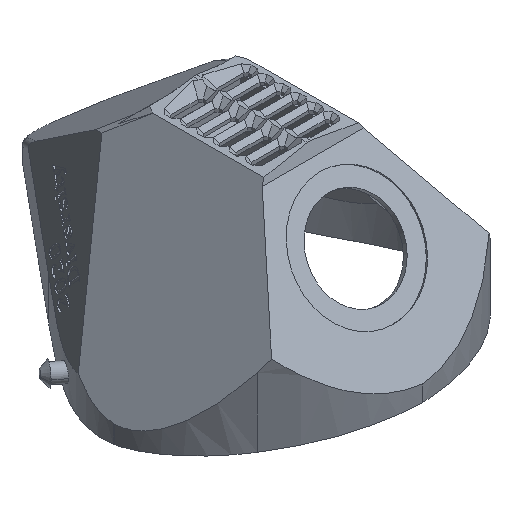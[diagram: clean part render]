
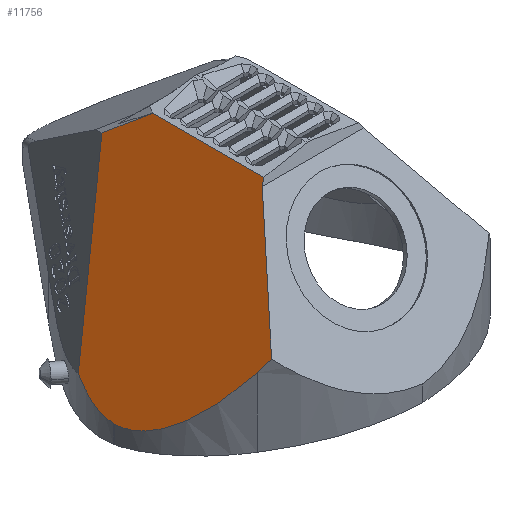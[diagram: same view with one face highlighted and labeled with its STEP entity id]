
A CAD part, isometric view. The second image highlights one B-rep face of the part: STEP entity #11756.
In plain terms, the highlighted planar face has unit normal (-0.831, 0, 0.556).
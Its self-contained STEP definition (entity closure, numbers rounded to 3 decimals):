
#307 = CARTESIAN_POINT ( 'NONE',  ( -34.956, -45.607, 29.46 ) ) ;
#324 = CARTESIAN_POINT ( 'NONE',  ( -50., 60., 7. ) ) ;
#354 = ORIENTED_EDGE ( 'NONE', *, *, #19063, .T. ) ;
#683 = VECTOR ( 'NONE', #14232, 1000. ) ;
#711 = ORIENTED_EDGE ( 'NONE', *, *, #12778, .F. ) ;
#1034 = CARTESIAN_POINT ( 'NONE',  ( -14.476, 8.491, 60.036 ) ) ;
#1181 = DIRECTION ( 'NONE',  ( 0.535, 0.273, 0.799 ) ) ;
#1423 = CARTESIAN_POINT ( 'NONE',  ( -49.397, -21.321, 7.9 ) ) ;
#1813 = CARTESIAN_POINT ( 'NONE',  ( -48.408, -5.263, 9.377 ) ) ;
#2133 = LINE ( 'NONE', #16778, #2460 ) ;
#2460 = VECTOR ( 'NONE', #1181, 1000. ) ;
#2844 = VECTOR ( 'NONE', #13871, 1000. ) ;
#2984 = ORIENTED_EDGE ( 'NONE', *, *, #6946, .F. ) ;
#3544 = VERTEX_POINT ( 'NONE', #1034 ) ;
#3559 = CARTESIAN_POINT ( 'NONE',  ( -35.723, -44.895, 28.315 ) ) ;
#3776 = DIRECTION ( 'NONE',  ( 0.557, 0., 0.831 ) ) ;
#3960 = DIRECTION ( 'NONE',  ( 0.515, 0.378, 0.769 ) ) ;
#4705 = ORIENTED_EDGE ( 'NONE', *, *, #15864, .T. ) ;
#4770 = CARTESIAN_POINT ( 'NONE',  ( -35.723, -44.895, 28.315 ) ) ;
#4788 = ORIENTED_EDGE ( 'NONE', *, *, #23050, .F. ) ;
#4989 = EDGE_CURVE ( 'NONE', #11407, #14794, #24431, .T. ) ;
#5159 = EDGE_CURVE ( 'NONE', #21763, #8525, #25524, .T. ) ;
#5212 = CARTESIAN_POINT ( 'NONE',  ( -48.513, -24.82, 9.22 ) ) ;
#5389 = CARTESIAN_POINT ( 'NONE',  ( -45.564, -32.038, 13.622 ) ) ;
#5449 = CARTESIAN_POINT ( 'NONE',  ( -50., 60., 7. ) ) ;
#5613 = CARTESIAN_POINT ( 'NONE',  ( -50., -15., 7. ) ) ;
#5787 = CARTESIAN_POINT ( 'NONE',  ( -48.744, -6.388, 8.875 ) ) ;
#5908 = ORIENTED_EDGE ( 'NONE', *, *, #10316, .T. ) ;
#5957 = AXIS2_PLACEMENT_3D ( 'NONE', #5449, #21697, #3776 ) ;
#6604 = LINE ( 'NONE', #9458, #2844 ) ;
#6764 = CARTESIAN_POINT ( 'NONE',  ( -33.4, -46.946, 31.783 ) ) ;
#6807 = CARTESIAN_POINT ( 'NONE',  ( -37.408, -43.331, 25.8 ) ) ;
#6922 = VERTEX_POINT ( 'NONE', #19829 ) ;
#6946 = EDGE_CURVE ( 'NONE', #18170, #17892, #15721, .T. ) ;
#7245 = CARTESIAN_POINT ( 'NONE',  ( -49.678, -19.694, 7.481 ) ) ;
#7328 = CARTESIAN_POINT ( 'NONE',  ( -48.943, -23.288, 8.579 ) ) ;
#8338 = B_SPLINE_CURVE_WITH_KNOTS ( 'NONE', 3,
 ( #5613, #21702, #19857, #9809, #23632, #23803, #13791, #5787, #1813, #21877, #15830, #17852 ),
 .UNSPECIFIED., .F., .F.,
 ( 4, 2, 2, 2, 2, 4 ),
 ( 0., 0.004, 0.006, 0.008, 0.011, 0.015 ),
 .UNSPECIFIED. ) ;
#8371 = FACE_OUTER_BOUND ( 'NONE', #15137, .T. ) ;
#8525 = VERTEX_POINT ( 'NONE', #14817 ) ;
#9181 = VECTOR ( 'NONE', #10956, 1000. ) ;
#9231 = CARTESIAN_POINT ( 'NONE',  ( -49.949, -17.161, 7.077 ) ) ;
#9458 = CARTESIAN_POINT ( 'NONE',  ( -17.197, 12.52, 55.974 ) ) ;
#9809 = CARTESIAN_POINT ( 'NONE',  ( -49.644, -10.581, 7.532 ) ) ;
#9971 = CARTESIAN_POINT ( 'NONE',  ( -37.664, 5.704, 25.417 ) ) ;
#10095 = LINE ( 'NONE', #21025, #9181 ) ;
#10316 = EDGE_CURVE ( 'NONE', #3544, #21763, #6604, .T. ) ;
#10885 = CARTESIAN_POINT ( 'NONE',  ( -42.073, -37.698, 18.834 ) ) ;
#10956 = DIRECTION ( 'NONE',  ( 0., 1., 0. ) ) ;
#11243 = CARTESIAN_POINT ( 'NONE',  ( -48.841, -23.674, 8.731 ) ) ;
#11328 = CARTESIAN_POINT ( 'NONE',  ( -43.521, -35.56, 16.672 ) ) ;
#11407 = VERTEX_POINT ( 'NONE', #3559 ) ;
#11756 = ADVANCED_FACE ( 'NONE', ( #8371 ), #23126, .T. ) ;
#12066 = CARTESIAN_POINT ( 'NONE',  ( -35.723, -44.895, 28.315 ) ) ;
#12144 = CARTESIAN_POINT ( 'NONE',  ( -34.182, -46.29, 30.616 ) ) ;
#12778 = EDGE_CURVE ( 'NONE', #24725, #8525, #24118, .T. ) ;
#13310 = CARTESIAN_POINT ( 'NONE',  ( -50., -15.442, 7. ) ) ;
#13426 = DIRECTION ( 'NONE',  ( -0.467, -0.543, -0.698 ) ) ;
#13428 = VECTOR ( 'NONE', #3960, 1000. ) ;
#13791 = CARTESIAN_POINT ( 'NONE',  ( -49.178, -8.155, 8.227 ) ) ;
#13871 = DIRECTION ( 'NONE',  ( -0.429, 0.636, -0.641 ) ) ;
#14232 = DIRECTION ( 'NONE',  ( 0., -1., 0. ) ) ;
#14440 = ORIENTED_EDGE ( 'NONE', *, *, #23246, .F. ) ;
#14794 = VERTEX_POINT ( 'NONE', #21774 ) ;
#14817 = CARTESIAN_POINT ( 'NONE',  ( -19.755, 18.842, 52.154 ) ) ;
#15137 = EDGE_LOOP ( 'NONE', ( #4705, #5908, #17042, #711, #4788, #15295, #16298, #14440, #2984, #354 ) ) ;
#15142 = CARTESIAN_POINT ( 'NONE',  ( -47.927, -26.685, 10.095 ) ) ;
#15295 = ORIENTED_EDGE ( 'NONE', *, *, #21610, .T. ) ;
#15323 = CARTESIAN_POINT ( 'NONE',  ( -46.209, -30.762, 12.66 ) ) ;
#15721 = LINE ( 'NONE', #17826, #22297 ) ;
#15787 = DIRECTION ( 'NONE',  ( -0.376, 0.738, -0.561 ) ) ;
#15830 = CARTESIAN_POINT ( 'NONE',  ( -47.263, -2.042, 11.086 ) ) ;
#15864 = EDGE_CURVE ( 'NONE', #19728, #3544, #10095, .T. ) ;
#16270 = CARTESIAN_POINT ( 'NONE',  ( -14.517, 8.551, 59.975 ) ) ;
#16298 = ORIENTED_EDGE ( 'NONE', *, *, #4989, .F. ) ;
#16370 = B_SPLINE_CURVE_WITH_KNOTS ( 'NONE', 3,
 ( #24071, #12144, #307, #12066 ),
 .UNSPECIFIED., .F., .F.,
 ( 4, 4 ),
 ( 0.004, 0.008 ),
 .UNSPECIFIED. ) ;
#16778 = CARTESIAN_POINT ( 'NONE',  ( -9.526, -23.149, 67.426 ) ) ;
#17042 = ORIENTED_EDGE ( 'NONE', *, *, #5159, .T. ) ;
#17276 = CARTESIAN_POINT ( 'NONE',  ( -44.222, -34.433, 15.627 ) ) ;
#17826 = CARTESIAN_POINT ( 'NONE',  ( 1.776, -6.1, 84.299 ) ) ;
#17852 = CARTESIAN_POINT ( 'NONE',  ( -46.833, -1.022, 11.728 ) ) ;
#17892 = VERTEX_POINT ( 'NONE', #6764 ) ;
#17907 = CARTESIAN_POINT ( 'NONE',  ( -44.941, 68.316, 14.554 ) ) ;
#18170 = VERTEX_POINT ( 'NONE', #21677 ) ;
#19063 = EDGE_CURVE ( 'NONE', #18170, #19728, #2133, .T. ) ;
#19215 = CARTESIAN_POINT ( 'NONE',  ( -48.626, -24.44, 9.051 ) ) ;
#19728 = VERTEX_POINT ( 'NONE', #21800 ) ;
#19829 = CARTESIAN_POINT ( 'NONE',  ( -50., -15., 7. ) ) ;
#19857 = CARTESIAN_POINT ( 'NONE',  ( -49.893, -12.437, 7.16 ) ) ;
#20195 = VECTOR ( 'NONE', #15787, 1000. ) ;
#20633 = LINE ( 'NONE', #324, #683 ) ;
#20859 = CARTESIAN_POINT ( 'NONE',  ( -39.023, -41.6, 23.388 ) ) ;
#21025 = CARTESIAN_POINT ( 'NONE',  ( -14.476, 10., 60.036 ) ) ;
#21211 = CARTESIAN_POINT ( 'NONE',  ( -49.79, -18.861, 7.313 ) ) ;
#21306 = CARTESIAN_POINT ( 'NONE',  ( -49.993, -16.305, 7.01 ) ) ;
#21610 = EDGE_CURVE ( 'NONE', #6922, #14794, #20633, .T. ) ;
#21677 = CARTESIAN_POINT ( 'NONE',  ( -15.557, -26.228, 58.421 ) ) ;
#21697 = DIRECTION ( 'NONE',  ( -0.831, 0., 0.557 ) ) ;
#21702 = CARTESIAN_POINT ( 'NONE',  ( -49.99, -13.701, 7.015 ) ) ;
#21763 = VERTEX_POINT ( 'NONE', #16270 ) ;
#21774 = CARTESIAN_POINT ( 'NONE',  ( -50., -15.442, 7. ) ) ;
#21800 = CARTESIAN_POINT ( 'NONE',  ( -14.476, -25.676, 60.036 ) ) ;
#21877 = CARTESIAN_POINT ( 'NONE',  ( -47.667, -3.09, 10.483 ) ) ;
#22297 = VECTOR ( 'NONE', #13426, 1000. ) ;
#22585 = CARTESIAN_POINT ( 'NONE',  ( -46.833, -1.022, 11.728 ) ) ;
#22887 = CARTESIAN_POINT ( 'NONE',  ( -41.326, -38.711, 19.95 ) ) ;
#23050 = EDGE_CURVE ( 'NONE', #6922, #24725, #8338, .T. ) ;
#23126 = PLANE ( 'NONE',  #5957 ) ;
#23246 = EDGE_CURVE ( 'NONE', #17892, #11407, #16370, .T. ) ;
#23632 = CARTESIAN_POINT ( 'NONE',  ( -49.543, -9.969, 7.682 ) ) ;
#23803 = CARTESIAN_POINT ( 'NONE',  ( -49.311, -8.757, 8.029 ) ) ;
#24071 = CARTESIAN_POINT ( 'NONE',  ( -33.4, -46.946, 31.783 ) ) ;
#24118 = LINE ( 'NONE', #9971, #13428 ) ;
#24431 = B_SPLINE_CURVE_WITH_KNOTS ( 'NONE', 3,
 ( #4770, #6807, #20859, #22887, #10885, #11328, #17276, #5389, #15323, #25324, #15142, #5212, #19215, #11243, #7328, #25234, #1423, #7245, #21211, #9231, #21306, #13310 ),
 .UNSPECIFIED., .F., .F.,
 ( 4, 2, 2, 2, 2, 2, 2, 2, 2, 2, 4 ),
 ( 0., 0.01, 0.015, 0.02, 0.025, 0.03, 0.032, 0.033, 0.035, 0.038, 0.04 ),
 .UNSPECIFIED. ) ;
#24725 = VERTEX_POINT ( 'NONE', #22585 ) ;
#25234 = CARTESIAN_POINT ( 'NONE',  ( -49.23, -22.117, 8.15 ) ) ;
#25324 = CARTESIAN_POINT ( 'NONE',  ( -47.388, -28.088, 10.899 ) ) ;
#25524 = LINE ( 'NONE', #17907, #20195 ) ;
